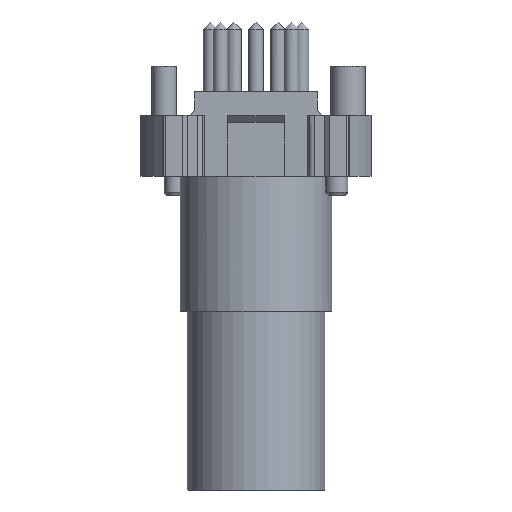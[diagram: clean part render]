
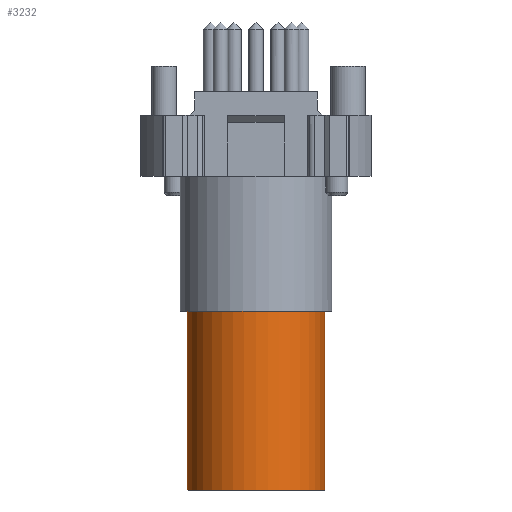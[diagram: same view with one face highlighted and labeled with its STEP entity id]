
A CAD part, front view. The second image highlights one B-rep face of the part: STEP entity #3232.
In plain terms, the highlighted cylindrical face has radius 2.8 mm (diameter 5.6 mm), a partial arc.
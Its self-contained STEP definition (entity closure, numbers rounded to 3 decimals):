
#1728=AXIS2_PLACEMENT_3D('Circle Axis2P3D',#1726,#1727,$) ;
#1830=AXIS2_PLACEMENT_3D('Circle Axis2P3D',#1828,#1829,$) ;
#3224=AXIS2_PLACEMENT_3D('Cylinder Axis2P3D',#3221,#3222,#3223) ;
#1726=CARTESIAN_POINT('Axis2P3D Location',(4.7,5.2,7.3)) ;
#1730=CARTESIAN_POINT('Vertex',(7.5,5.2,7.3)) ;
#1732=CARTESIAN_POINT('Vertex',(1.9,5.2,7.3)) ;
#1825=CARTESIAN_POINT('Vertex',(7.5,5.2,0.)) ;
#1828=CARTESIAN_POINT('Axis2P3D Location',(4.7,5.2,0.)) ;
#1832=CARTESIAN_POINT('Vertex',(1.9,5.2,0.)) ;
#3200=CARTESIAN_POINT('Line Origine',(1.9,5.2,7.5)) ;
#3205=CARTESIAN_POINT('Line Origine',(7.5,5.2,7.5)) ;
#3221=CARTESIAN_POINT('Axis2P3D Location',(4.7,5.2,7.5)) ;
#1727=DIRECTION('Axis2P3D Direction',(0.,0.,-1.)) ;
#1829=DIRECTION('Axis2P3D Direction',(0.,0.,1.)) ;
#3201=DIRECTION('Vector Direction',(0.,0.,-1.)) ;
#3206=DIRECTION('Vector Direction',(0.,0.,-1.)) ;
#3222=DIRECTION('Axis2P3D Direction',(0.,0.,-1.)) ;
#3223=DIRECTION('Axis2P3D XDirection',(1.,0.,0.)) ;
#3202=VECTOR('Line Direction',#3201,1.) ;
#3207=VECTOR('Line Direction',#3206,1.) ;
#3227=ORIENTED_EDGE('',*,*,#3209,.F.) ;
#3228=ORIENTED_EDGE('',*,*,#1734,.T.) ;
#3229=ORIENTED_EDGE('',*,*,#3204,.F.) ;
#3230=ORIENTED_EDGE('',*,*,#1834,.T.) ;
#3232=ADVANCED_FACE('V1',(#3231),#3225,.T.) ;
#1729=CIRCLE('generated circle',#1728,2.8) ;
#1831=CIRCLE('generated circle',#1830,2.8) ;
#3225=CYLINDRICAL_SURFACE('generated cylinder',#3224,2.8) ;
#1734=EDGE_CURVE('',#1731,#1733,#1729,.T.) ;
#1834=EDGE_CURVE('',#1833,#1826,#1831,.T.) ;
#3204=EDGE_CURVE('',#1833,#1733,#3203,.F.) ;
#3209=EDGE_CURVE('',#1731,#1826,#3208,.T.) ;
#3226=EDGE_LOOP('',(#3227,#3228,#3229,#3230)) ;
#3231=FACE_OUTER_BOUND('',#3226,.T.) ;
#3203=LINE('Line',#3200,#3202) ;
#3208=LINE('Line',#3205,#3207) ;
#1731=VERTEX_POINT('',#1730) ;
#1733=VERTEX_POINT('',#1732) ;
#1826=VERTEX_POINT('',#1825) ;
#1833=VERTEX_POINT('',#1832) ;
